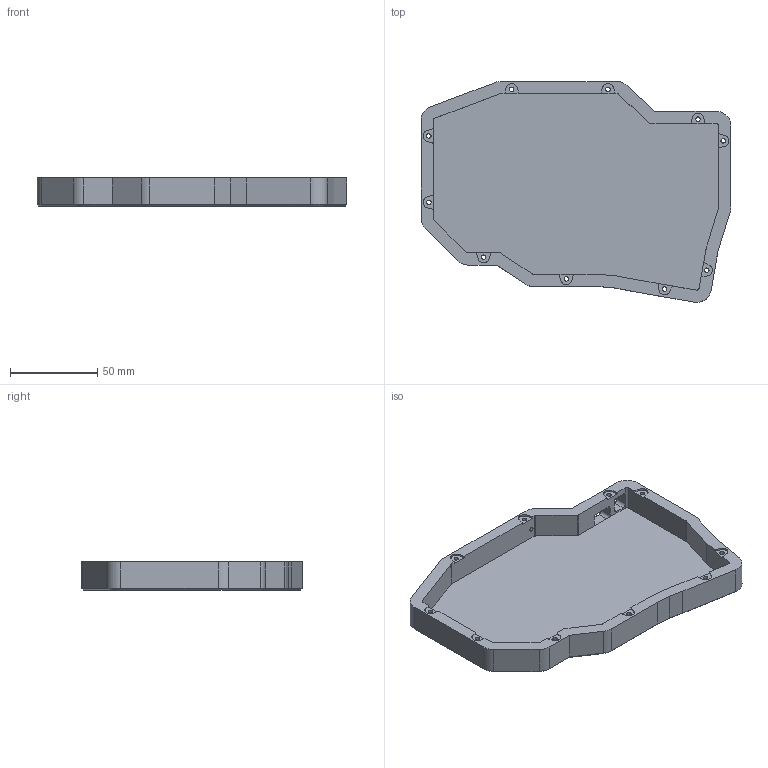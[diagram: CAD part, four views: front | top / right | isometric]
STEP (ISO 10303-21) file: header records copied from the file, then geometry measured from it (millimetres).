
FILE_DESCRIPTION(/* description */ ('STEP AP242','CAx-IF Rec.Pracs.---Representation and Presentation of Product Manufacturing Information (PMI)---4.0---2014-10-13','CAx-IF Rec.Pracs.---3D Tessellated Geometry---0.4---2014-09-14','2;1'),/* implementation_level */ '2;1');
FILE_NAME(/* name */ '6550ed7feba9d312371a7292',/* time_stamp */ '2023-11-12T15:21:36Z',/* author */ (''),/* organization */ (''),/* preprocessor_version */ 'ST-DEVELOPER v19.4',/* originating_system */ ' ',/* authorisation */ ' ');
FILE_SCHEMA (('AP242_MANAGED_MODEL_BASED_3D_ENGINEERING_MIM_LF { 1 0 10303 442 1 1 4 }'));
Length unit declared in the file: metre
Products named in the file (1): Left Bottom
Bounding box: 177.85 x 126.75 x 16.3 mm (x, y, z)
Volume: 85968.4 mm3; surface area: 54286.4 mm2
Topology: 1 solids, 1 shells, 188 faces, 558 edges, 370 vertices
Faces by surface type: plane 92, cylinder 76, cone 20
Full cylindrical faces by diameter (mm): 2.5 x1, 2.6 x10
Entity records: 6300 total; most frequent: CARTESIAN_POINT 1102, DIRECTION 1091, ORIENTED_EDGE 1072, EDGE_CURVE 536, VERTEX_POINT 370, AXIS2_PLACEMENT_3D 368, LINE 355, VECTOR 355
